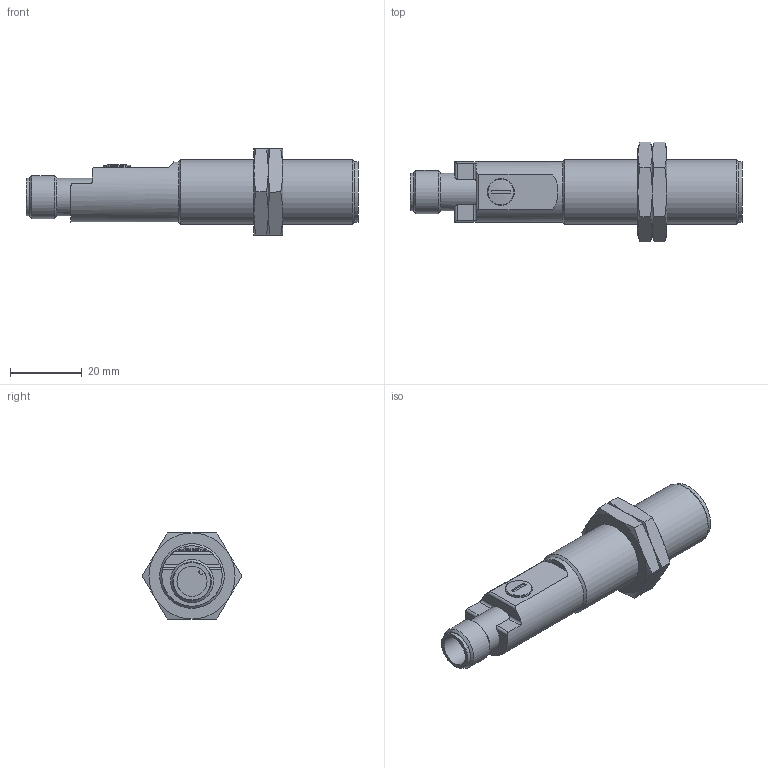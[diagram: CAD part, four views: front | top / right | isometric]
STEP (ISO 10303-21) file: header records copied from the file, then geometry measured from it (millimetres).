
FILE_DESCRIPTION (( 'STEP AP214' ), '1' );
FILE_NAME ('CK2-AP-1H_0kb.STEP', '2019-03-14T15:55:11', ( '' ), ( '' ), 'SwSTEP 2.0', 'SolidWorks 2018', '' );
FILE_SCHEMA (( 'AUTOMOTIVE_DESIGN' ));
Length unit declared in the file: inch
Products named in the file (1): CK2-AP-1H_0kb
Bounding box: 92.5 x 27.71 x 24 mm (x, y, z)
Volume: 21621.4 mm3; surface area: 7632.7 mm2
Topology: 3 solids, 3 shells, 92 faces, 213 edges, 132 vertices
Faces by surface type: plane 35, cone 33, cylinder 22, bspline 2
Full cylindrical faces by diameter (mm): 7.5 x1, 8.4 x1, 10.45 x2, 12 x1, 16.8 x2, 16.917 x2, 18 x1
Entity records: 3937 total; most frequent: CARTESIAN_POINT 814, ORIENTED_EDGE 368, DIRECTION 363, EDGE_CURVE 184, AXIS2_PLACEMENT_3D 156, VERTEX_POINT 123, EDGE_LOOP 121, FACE_OUTER_BOUND 103
